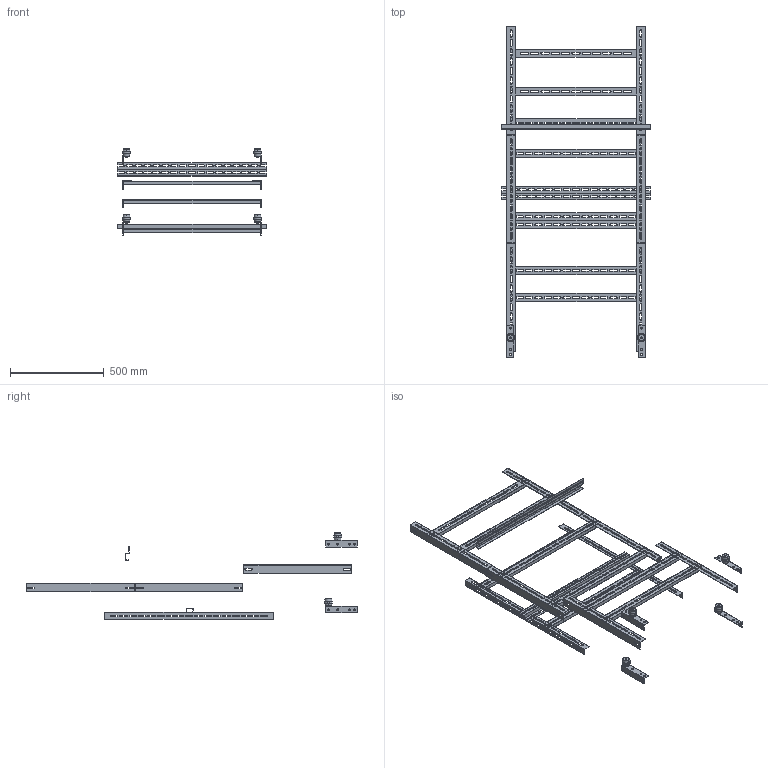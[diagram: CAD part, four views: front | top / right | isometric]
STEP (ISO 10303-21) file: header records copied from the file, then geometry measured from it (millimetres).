
FILE_DESCRIPTION (( 'STEP AP214' ), '1' );
FILE_NAME ('YKM60-P-2082000-36 扻斀錼膷 櫡翴錒 棈 20.8.6-2000.STEP', '2016-11-24T07:35:43', ( '' ), ( '' ), 'SwSTEP 2.0', 'SolidWorks 2014', '' );
FILE_SCHEMA (( 'AUTOMOTIVE_DESIGN' ));
Length unit declared in the file: millimetre
Products named in the file (1): YKM60-P-2082000-36 扻斀錼膷 櫡翴錒 棈 20.8.6-2000
Bounding box: 790 x 1766 x 459.5 mm (x, y, z)
Volume: 2183480.5 mm3; surface area: 2148832.7 mm2
Topology: 26 solids, 26 shells, 1952 faces, 5628 edges, 3740 vertices
Faces by surface type: cylinder 964, plane 940, cone 32, bspline 16
Entity records: 67177 total; most frequent: CARTESIAN_POINT 12385, DIRECTION 11470, ORIENTED_EDGE 11240, EDGE_CURVE 5620, AXIS2_PLACEMENT_3D 3929, VERTEX_POINT 3740, VECTOR 3612, LINE 3612
